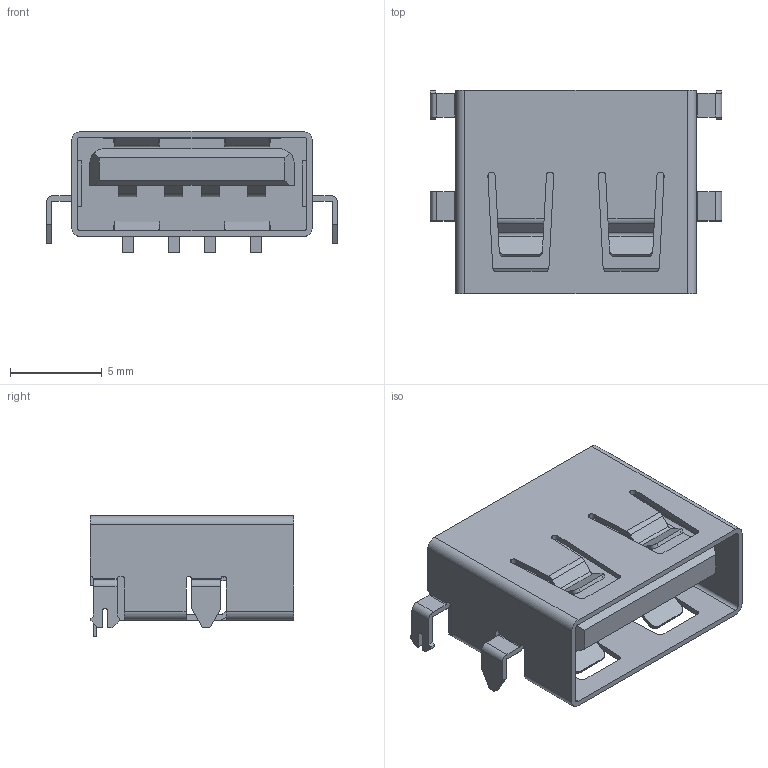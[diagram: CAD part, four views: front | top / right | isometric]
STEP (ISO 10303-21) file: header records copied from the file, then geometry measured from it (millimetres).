
FILE_DESCRIPTION(('FreeCAD Model'),'2;1');
FILE_NAME('Open CASCADE Shape Model','2025-02-25T12:10:53',('Author'),( ''),'Open CASCADE STEP processor 7.6','FreeCAD','Unknown');
FILE_SCHEMA(('AUTOMOTIVE_DESIGN { 1 0 10303 214 1 1 1 1 }'));
Length unit declared in the file: millimetre
Products named in the file (21): sdjA-USB1-USB-TH_USB2.0-D; COMPOUND035; COMPOUND016; COMPOUND017; COMPOUND018; COMPOUND019; COMPOUND020; COMPOUND021; COMPOUND022; COMPOUND023; COMPOUND024; COMPOUND025; COMPOUND026; COMPOUND027; COMPOUND028; COMPOUND029; COMPOUND030; COMPOUND031; COMPOUND032; COMPOUND033; COMPOUND034
Assembly tree (20 placements, depth 3):
  sdjA-USB1-USB-TH_USB2.0-D
    COMPOUND035
      COMPOUND016
      COMPOUND017
      COMPOUND018
      COMPOUND019
      COMPOUND020
      COMPOUND021
      COMPOUND022
      COMPOUND023
      COMPOUND024
      COMPOUND025
      COMPOUND026
      COMPOUND027
      COMPOUND028
      COMPOUND029
      COMPOUND030
      COMPOUND031
      COMPOUND032
      COMPOUND033
      COMPOUND034
Bounding box: 15.85 x 11.05 x 6.58 mm (x, y, z)
Volume: 443.5 mm3; surface area: 1297.3 mm2
Topology: 19 solids, 19 shells, 642 faces, 1775 edges, 1178 vertices
Faces by surface type: plane 398, cylinder 132, bspline 112
Entity records: 24560 total; most frequent: CARTESIAN_POINT 5876, ORIENTED_EDGE 3550, DIRECTION 2811, EDGE_CURVE 1775, LINE 1281, VECTOR 1281, VERTEX_POINT 1178, AXIS2_PLACEMENT_3D 765
